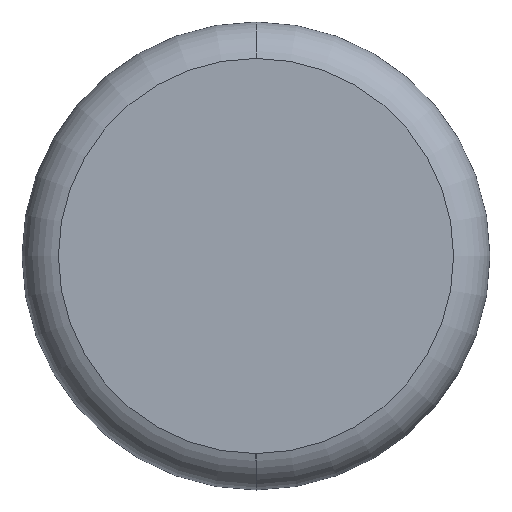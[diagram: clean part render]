
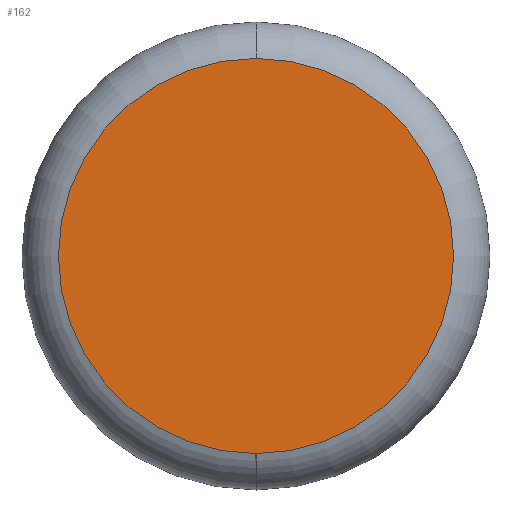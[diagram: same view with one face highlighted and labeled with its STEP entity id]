
A CAD part, front view. The second image highlights one B-rep face of the part: STEP entity #162.
In plain terms, the highlighted planar face has unit normal (0, -1, 0).
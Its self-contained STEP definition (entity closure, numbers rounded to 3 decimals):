
#12=PLANE('',#216);
#30=FACE_OUTER_BOUND('',#38,.T.);
#38=EDGE_LOOP('',(#150));
#56=CIRCLE('',#217,8.);
#98=VERTEX_POINT('',#339);
#124=EDGE_CURVE('',#98,#98,#56,.T.);
#150=ORIENTED_EDGE('',*,*,#124,.T.);
#162=ADVANCED_FACE('',(#30),#12,.T.);
#216=AXIS2_PLACEMENT_3D('',#338,#276,#277);
#217=AXIS2_PLACEMENT_3D('',#340,#278,#279);
#276=DIRECTION('center_axis',(0.,-1.,0.));
#277=DIRECTION('ref_axis',(0.,0.,-1.));
#278=DIRECTION('center_axis',(0.,-1.,0.));
#279=DIRECTION('ref_axis',(0.,0.,-1.));
#338=CARTESIAN_POINT('Origin',(-8.096,-5.,0.));
#339=CARTESIAN_POINT('',(0.,-5.,8.));
#340=CARTESIAN_POINT('Origin',(0.,-5.,0.));
